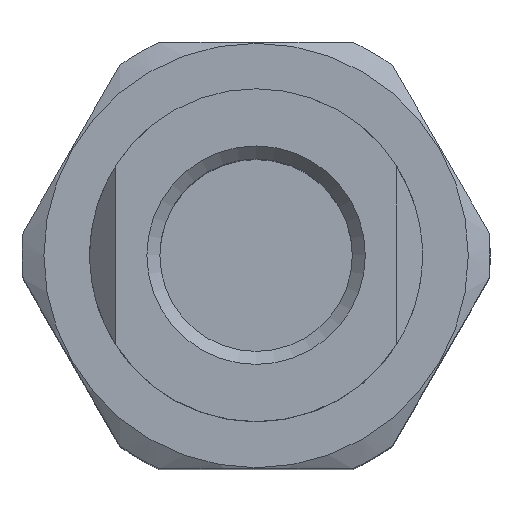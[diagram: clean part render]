
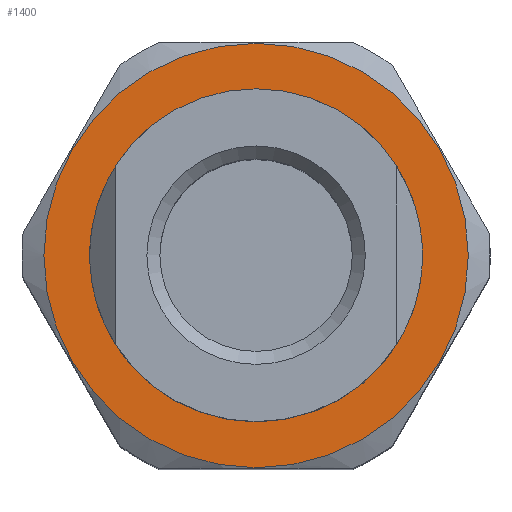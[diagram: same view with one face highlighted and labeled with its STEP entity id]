
A CAD part, top view. The second image highlights one B-rep face of the part: STEP entity #1400.
In plain terms, the highlighted planar face has unit normal (0, 0, 1).
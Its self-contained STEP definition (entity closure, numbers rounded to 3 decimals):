
#200=CARTESIAN_POINT('',(16.,0.0,53.));
#201=VERTEX_POINT('',#200);
#202=CARTESIAN_POINT('',(0.0,0.0,53.));
#203=DIRECTION('',(0.0,0.0,-1.0));
#204=DIRECTION('',(1.0,0.0,0.0));
#205=AXIS2_PLACEMENT_3D('',#202,#203,#204);
#206=CIRCLE('',#205,16.);
#207=EDGE_CURVE('',#201,#201,#206,.T.);
#1024=CARTESIAN_POINT('',(-20.4,0.0,53.));
#1025=VERTEX_POINT('',#1024);
#1026=CARTESIAN_POINT('',(0.0,0.0,53.));
#1027=DIRECTION('',(0.0,0.0,1.0));
#1028=DIRECTION('',(-1.0,0.0,0.0));
#1029=AXIS2_PLACEMENT_3D('',#1026,#1027,#1028);
#1030=CIRCLE('',#1029,20.4);
#1031=EDGE_CURVE('',#1025,#1025,#1030,.T.);
#1389=CARTESIAN_POINT('',(0.,0.,53.));
#1390=DIRECTION('',(0.0,0.0,1.0));
#1391=DIRECTION('',(1.0,0.0,0.0));
#1392=AXIS2_PLACEMENT_3D('',#1389,#1390,#1391);
#1393=PLANE('',#1392);
#1394=ORIENTED_EDGE('',*,*,#1031,.T.);
#1395=EDGE_LOOP('',(#1394));
#1396=FACE_OUTER_BOUND('',#1395,.T.);
#1397=ORIENTED_EDGE('',*,*,#207,.T.);
#1398=EDGE_LOOP('',(#1397));
#1399=FACE_BOUND('',#1398,.T.);
#1400=ADVANCED_FACE('',(#1396,#1399),#1393,.T.);
